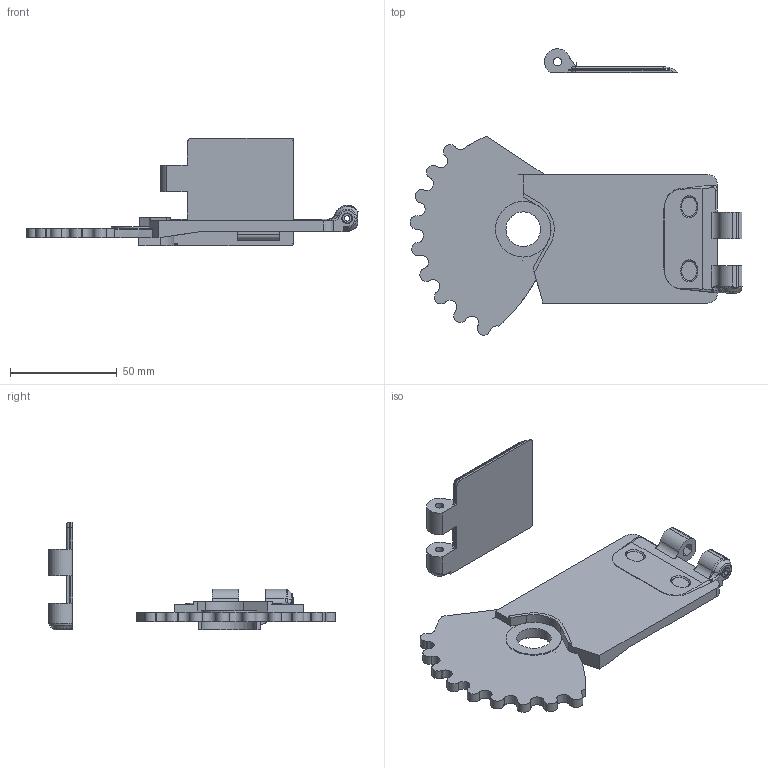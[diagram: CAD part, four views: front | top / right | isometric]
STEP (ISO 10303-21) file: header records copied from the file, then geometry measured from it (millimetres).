
FILE_DESCRIPTION(/* description */ ('','CAx-IF Rec.Pracs.---Representation and Presentation of Product Manufacturing Information (PMI)---4.0---2014-10-13'),/* implementation_level */ '2;1');
FILE_NAME(/* name */ 'End-effector Left.step',/* time_stamp */ '2024-12-09T07:44:43+09:00',/* author */ (''),/* organization */ (''),/* preprocessor_version */ 'ST-DEVELOPER v20',/* originating_system */ 'Autodesk Translation Framework v13.20.0.188',/* authorisation */ '');
FILE_SCHEMA (('AP242_MANAGED_MODEL_BASED_3D_ENGINEERING_MIM_LF { 1 0 10303 442 1 1 4 }'));
Length unit declared in the file: millimetre
Products named in the file (2): 6_insole_LEFT; 1635A102_Plastic Hinge with Holes
Assembly tree (1 placements, depth 2):
  6_insole_LEFT
    1635A102_Plastic Hinge with Holes
Bounding box: 155.19 x 133.81 x 50.29 mm (x, y, z)
Volume: 57140.9 mm3; surface area: 35479.8 mm2
Topology: 2 solids, 6 shells, 327 faces, 897 edges, 581 vertices
Faces by surface type: plane 191, cylinder 72, bspline 59, torus 3, cone 2
Full cylindrical faces by diameter (mm): 2.529 x2, 3.9 x1, 3.903 x2, 16.2 x1
Entity records: 12280 total; most frequent: CARTESIAN_POINT 4135, ORIENTED_EDGE 1792, DIRECTION 1532, EDGE_CURVE 896, VERTEX_POINT 581, LINE 566, VECTOR 566, AXIS2_PLACEMENT_3D 483
